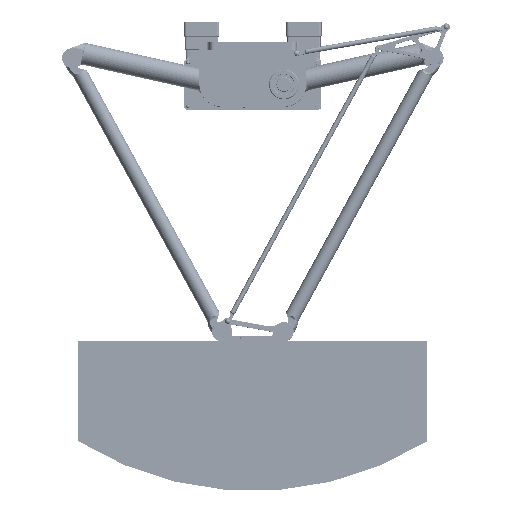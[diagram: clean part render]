
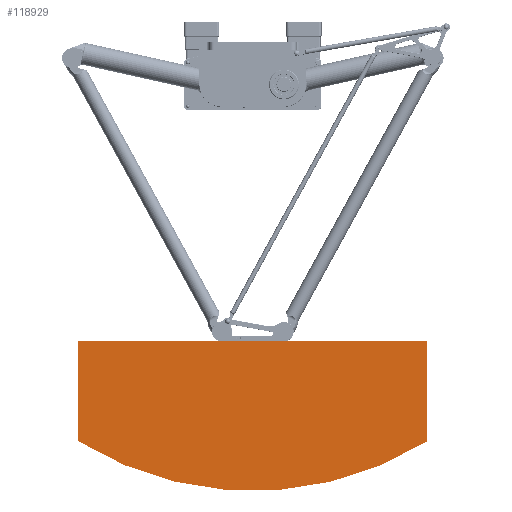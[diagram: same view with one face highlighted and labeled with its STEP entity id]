
A CAD part, front view. The second image highlights one B-rep face of the part: STEP entity #118929.
In plain terms, the highlighted face is planar.
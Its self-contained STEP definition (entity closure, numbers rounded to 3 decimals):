
#10929=LINE('',#275080,#17865);
#10930=LINE('',#275082,#17866);
#10931=LINE('',#275083,#17867);
#17865=VECTOR('',#162266,10.);
#17866=VECTOR('',#162267,10.);
#17867=VECTOR('',#162268,10.);
#29547=PLANE('',#131519);
#37181=FACE_OUTER_BOUND('',#45009,.T.);
#45009=EDGE_LOOP('',(#108907,#108908,#108909,#108910));
#51533=CIRCLE('',#131518,1325.);
#61691=VERTEX_POINT('',#275073);
#61692=VERTEX_POINT('',#275075);
#61693=VERTEX_POINT('',#275079);
#61694=VERTEX_POINT('',#275081);
#77599=EDGE_CURVE('',#61691,#61692,#51533,.T.);
#77601=EDGE_CURVE('',#61692,#61693,#10929,.T.);
#77602=EDGE_CURVE('',#61694,#61691,#10930,.T.);
#77603=EDGE_CURVE('',#61693,#61694,#10931,.T.);
#108907=ORIENTED_EDGE('',*,*,#77601,.F.);
#108908=ORIENTED_EDGE('',*,*,#77599,.F.);
#108909=ORIENTED_EDGE('',*,*,#77602,.F.);
#108910=ORIENTED_EDGE('',*,*,#77603,.F.);
#118929=ADVANCED_FACE('',(#37181),#29547,.F.);
#131518=AXIS2_PLACEMENT_3D('',#275076,#162261,#162262);
#131519=AXIS2_PLACEMENT_3D('',#275078,#162264,#162265);
#162261=DIRECTION('center_axis',(0.,0.,1.));
#162262=DIRECTION('ref_axis',(-0.528,-0.849,0.));
#162264=DIRECTION('center_axis',(0.,0.,1.));
#162265=DIRECTION('ref_axis',(1.,0.,0.));
#162266=DIRECTION('',(0.,-1.,0.));
#162267=DIRECTION('',(0.,1.,0.));
#162268=DIRECTION('',(1.,0.,0.));
#275073=CARTESIAN_POINT('',(700.,200.,-0.5));
#275075=CARTESIAN_POINT('',(-700.,200.,-0.5));
#275076=CARTESIAN_POINT('Origin',(0.,-925.,-0.5));
#275078=CARTESIAN_POINT('Origin',(0.,0.,
-0.5));
#275079=CARTESIAN_POINT('',(-700.,-200.,-0.5));
#275080=CARTESIAN_POINT('',(-700.,-200.,-0.5));
#275081=CARTESIAN_POINT('',(700.,-200.,-0.5));
#275082=CARTESIAN_POINT('',(700.,200.,-0.5));
#275083=CARTESIAN_POINT('',(700.,-200.,-0.5));
